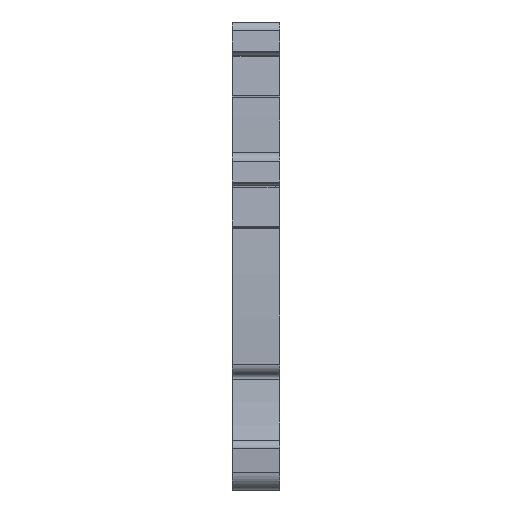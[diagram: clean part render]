
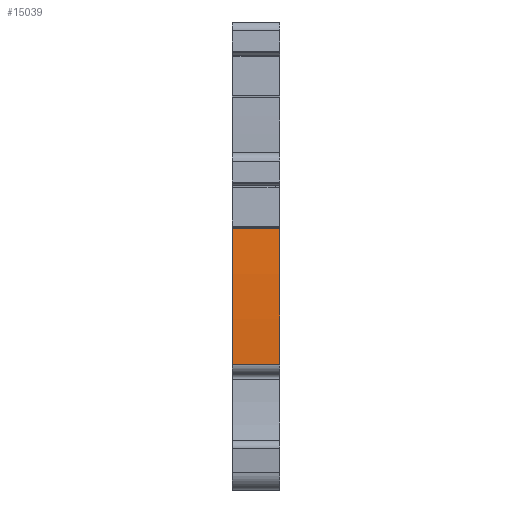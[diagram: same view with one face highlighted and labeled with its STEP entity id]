
A CAD part, front view. The second image highlights one B-rep face of the part: STEP entity #15039.
In plain terms, the highlighted cylindrical face has radius 151.052 mm (diameter 302.104 mm), a partial arc.
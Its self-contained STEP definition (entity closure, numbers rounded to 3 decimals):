
#7800=AXIS2_PLACEMENT_3D('Circle Axis2P3D',#7798,#7799,$) ;
#7807=AXIS2_PLACEMENT_3D('Circle Axis2P3D',#7805,#7806,$) ;
#15018=AXIS2_PLACEMENT_3D('Cylinder Axis2P3D',#15015,#15016,#15017) ;
#15029=AXIS2_PLACEMENT_3D('Circle Axis2P3D',#15027,#15028,$) ;
#7795=CARTESIAN_POINT('Vertex',(5.1,1.887,28.054)) ;
#7798=CARTESIAN_POINT('Axis2P3D Location',(5.1,152.538,17.05)) ;
#7802=CARTESIAN_POINT('Vertex',(5.1,1.528,13.45)) ;
#7805=CARTESIAN_POINT('Axis2P3D Location',(5.1,2.529,13.45)) ;
#7809=CARTESIAN_POINT('Vertex',(5.1,1.529,13.426)) ;
#14996=CARTESIAN_POINT('Line Origine',(2.55,1.887,28.054)) ;
#15000=CARTESIAN_POINT('Vertex',(0.05,1.887,28.054)) ;
#15015=CARTESIAN_POINT('Axis2P3D Location',(2.55,152.538,17.05)) ;
#15020=CARTESIAN_POINT('Line Origine',(2.55,1.529,13.426)) ;
#15024=CARTESIAN_POINT('Vertex',(0.05,1.529,13.426)) ;
#15027=CARTESIAN_POINT('Axis2P3D Location',(0.05,152.538,17.05)) ;
#7799=DIRECTION('Axis2P3D Direction',(1.,0.,0.)) ;
#7806=DIRECTION('Axis2P3D Direction',(1.,0.,0.)) ;
#14997=DIRECTION('Vector Direction',(1.,0.,0.)) ;
#15016=DIRECTION('Axis2P3D Direction',(1.,0.,0.)) ;
#15017=DIRECTION('Axis2P3D XDirection',(0.,-0.996,0.089)) ;
#15021=DIRECTION('Vector Direction',(1.,0.,0.)) ;
#15028=DIRECTION('Axis2P3D Direction',(1.,0.,0.)) ;
#14998=VECTOR('Line Direction',#14997,1.) ;
#15022=VECTOR('Line Direction',#15021,1.) ;
#15033=ORIENTED_EDGE('',*,*,#15026,.T.) ;
#15034=ORIENTED_EDGE('',*,*,#7811,.F.) ;
#15035=ORIENTED_EDGE('',*,*,#7804,.F.) ;
#15036=ORIENTED_EDGE('',*,*,#15002,.F.) ;
#15037=ORIENTED_EDGE('',*,*,#15031,.T.) ;
#15039=ADVANCED_FACE('MLD_A2T_2-5_EM_LED_P003602.1\\Assembly',(#15038),#15019,.T.) ;
#7801=CIRCLE('generated circle',#7800,151.052) ;
#7808=CIRCLE('generated circle',#7807,1.) ;
#15030=CIRCLE('generated circle',#15029,151.052) ;
#15019=CYLINDRICAL_SURFACE('generated cylinder',#15018,151.052) ;
#7804=EDGE_CURVE('',#7796,#7803,#7801,.T.) ;
#7811=EDGE_CURVE('',#7803,#7810,#7808,.T.) ;
#15002=EDGE_CURVE('',#15001,#7796,#14999,.T.) ;
#15026=EDGE_CURVE('',#15025,#7810,#15023,.T.) ;
#15031=EDGE_CURVE('',#15001,#15025,#15030,.T.) ;
#15032=EDGE_LOOP('',(#15033,#15034,#15035,#15036,#15037)) ;
#15038=FACE_OUTER_BOUND('',#15032,.T.) ;
#14999=LINE('Line',#14996,#14998) ;
#15023=LINE('Line',#15020,#15022) ;
#7796=VERTEX_POINT('',#7795) ;
#7803=VERTEX_POINT('',#7802) ;
#7810=VERTEX_POINT('',#7809) ;
#15001=VERTEX_POINT('',#15000) ;
#15025=VERTEX_POINT('',#15024) ;
